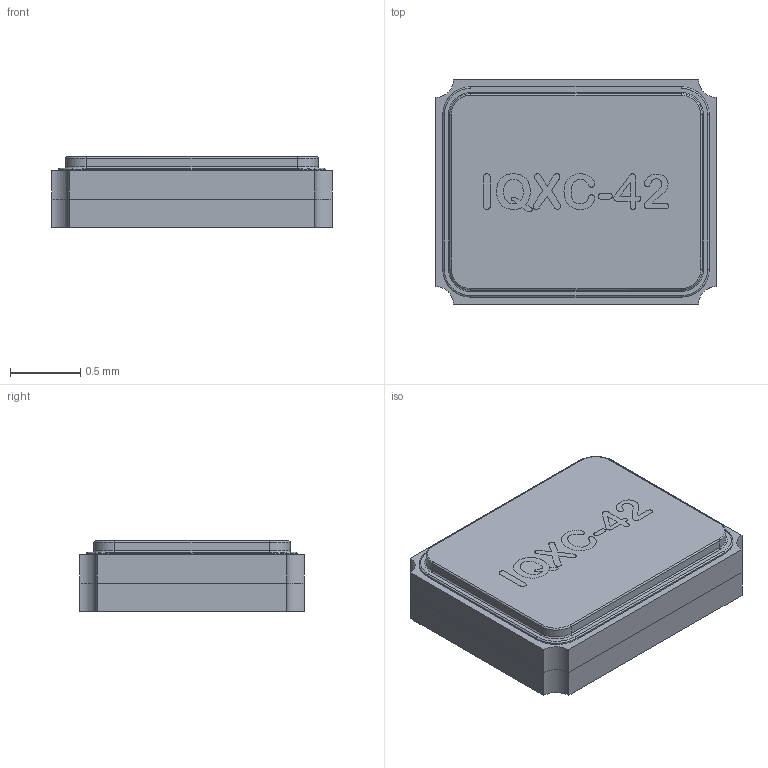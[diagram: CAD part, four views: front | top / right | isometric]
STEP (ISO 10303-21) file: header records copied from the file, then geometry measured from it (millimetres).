
FILE_DESCRIPTION(/* description */ (''),/* implementation_level */ '2;1');
FILE_NAME(/* name */ 'Crystal IQXC-42',/* time_stamp */ '2020-03-08T10:08:52+01:00',/* author */ (''),/* organization */ (''),/* preprocessor_version */ 'ST-DEVELOPER v16.5',/* originating_system */ '',/* authorisation */ '');
FILE_SCHEMA (('AUTOMOTIVE_DESIGN'));
Length unit declared in the file: millimetre
Products named in the file (1): Document
Bounding box: 2 x 1.6 x 0.5 mm (x, y, z)
Surface area: 15.3 mm2 (no closed solid volume)
Topology: 0 solids, 22 shells, 77 faces, 353 edges, 296 vertices
Faces by surface type: bspline 40, plane 37
Entity records: 4021 total; most frequent: CARTESIAN_POINT 2035, ORIENTED_EDGE 468, EDGE_CURVE 353, VERTEX_POINT 296, B_SPLINE_CURVE_WITH_KNOTS 240, EDGE_LOOP 88, ADVANCED_FACE 77, FACE_OUTER_BOUND 77
